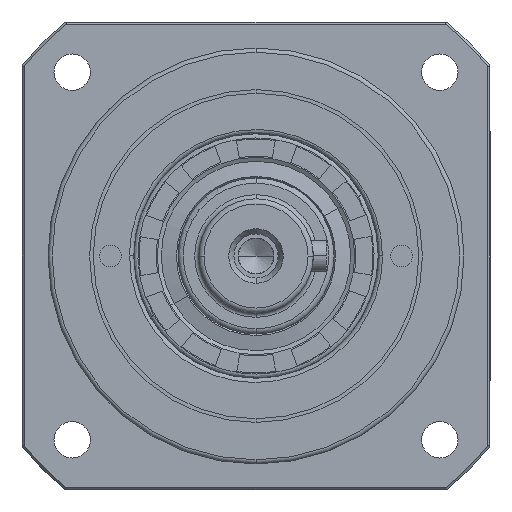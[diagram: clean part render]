
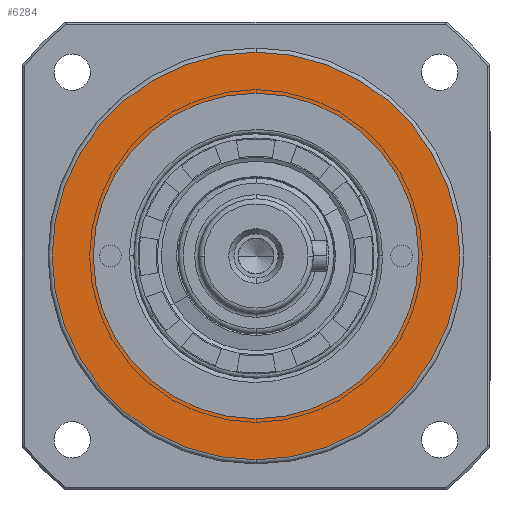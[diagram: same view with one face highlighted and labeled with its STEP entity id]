
A CAD part, left-side view. The second image highlights one B-rep face of the part: STEP entity #6284.
In plain terms, the highlighted planar face has unit normal (-1, 0, 0).
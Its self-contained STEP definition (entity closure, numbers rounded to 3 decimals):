
#118 = DIRECTION ( 'NONE',  ( 1., 0., 0. ) ) ;
#2199 = FACE_BOUND ( 'NONE', #2508, .T. ) ;
#2508 = EDGE_LOOP ( 'NONE', ( #9363, #31185 ) ) ;
#2903 = CARTESIAN_POINT ( 'NONE',  ( -615.585, -5503.681, 31.3 ) ) ;
#4301 = AXIS2_PLACEMENT_3D ( 'NONE', #18628, #18546, #18494 ) ;
#5085 = DIRECTION ( 'NONE',  ( 0., 0., 1. ) ) ;
#5095 = DIRECTION ( 'NONE',  ( -1., 0., 0. ) ) ;
#5170 = CARTESIAN_POINT ( 'NONE',  ( -615.585, -5503.681, 0. ) ) ;
#6284 = ADVANCED_FACE ( 'NONE', ( #2199, #14186 ), #32584, .F. ) ;
#9363 = ORIENTED_EDGE ( 'NONE', *, *, #33164, .F. ) ;
#9919 = CIRCLE ( 'NONE', #34434, 31.3 ) ;
#10055 = CARTESIAN_POINT ( 'NONE',  ( -615.585, -5503.681, -31.3 ) ) ;
#12779 = ORIENTED_EDGE ( 'NONE', *, *, #33937, .F. ) ;
#14186 = FACE_OUTER_BOUND ( 'NONE', #32858, .T. ) ;
#14638 = CARTESIAN_POINT ( 'NONE',  ( -615.585, -5503.681, 0. ) ) ;
#14768 = CARTESIAN_POINT ( 'NONE',  ( -615.585, -5503.681, 39.2 ) ) ;
#16299 = VERTEX_POINT ( 'NONE', #2903 ) ;
#17713 = AXIS2_PLACEMENT_3D ( 'NONE', #33014, #32540, #32532 ) ;
#17814 = DIRECTION ( 'NONE',  ( 0., 0., 1. ) ) ;
#18494 = DIRECTION ( 'NONE',  ( 0., 0., 1. ) ) ;
#18546 = DIRECTION ( 'NONE',  ( 1., 0., 0. ) ) ;
#18628 = CARTESIAN_POINT ( 'NONE',  ( -615.585, -5503.681, 0. ) ) ;
#18722 = CARTESIAN_POINT ( 'NONE',  ( -615.585, -5503.681, 0. ) ) ;
#19721 = AXIS2_PLACEMENT_3D ( 'NONE', #5170, #5095, #5085 ) ;
#20221 = EDGE_CURVE ( 'NONE', #35730, #35388, #32027, .T. ) ;
#21901 = DIRECTION ( 'NONE',  ( 0., 0., 1. ) ) ;
#21919 = AXIS2_PLACEMENT_3D ( 'NONE', #18722, #118, #21901 ) ;
#22958 = CIRCLE ( 'NONE', #19721, 31.3 ) ;
#24217 = VERTEX_POINT ( 'NONE', #10055 ) ;
#27847 = CIRCLE ( 'NONE', #21919, 39.2 ) ;
#29203 = EDGE_CURVE ( 'NONE', #24217, #16299, #22958, .T. ) ;
#31185 = ORIENTED_EDGE ( 'NONE', *, *, #29203, .F. ) ;
#32027 = CIRCLE ( 'NONE', #4301, 39.2 ) ;
#32532 = DIRECTION ( 'NONE',  ( 0., 0., -1. ) ) ;
#32540 = DIRECTION ( 'NONE',  ( 1., 0., 0. ) ) ;
#32584 = PLANE ( 'NONE',  #17713 ) ;
#32858 = EDGE_LOOP ( 'NONE', ( #12779, #33544 ) ) ;
#33014 = CARTESIAN_POINT ( 'NONE',  ( -615.585, 0., 0. ) ) ;
#33164 = EDGE_CURVE ( 'NONE', #16299, #24217, #9919, .T. ) ;
#33544 = ORIENTED_EDGE ( 'NONE', *, *, #20221, .F. ) ;
#33937 = EDGE_CURVE ( 'NONE', #35388, #35730, #27847, .T. ) ;
#34434 = AXIS2_PLACEMENT_3D ( 'NONE', #14638, #36084, #17814 ) ;
#35388 = VERTEX_POINT ( 'NONE', #14768 ) ;
#35730 = VERTEX_POINT ( 'NONE', #37732 ) ;
#36084 = DIRECTION ( 'NONE',  ( -1., 0., 0. ) ) ;
#37732 = CARTESIAN_POINT ( 'NONE',  ( -615.585, -5503.681, -39.2 ) ) ;
